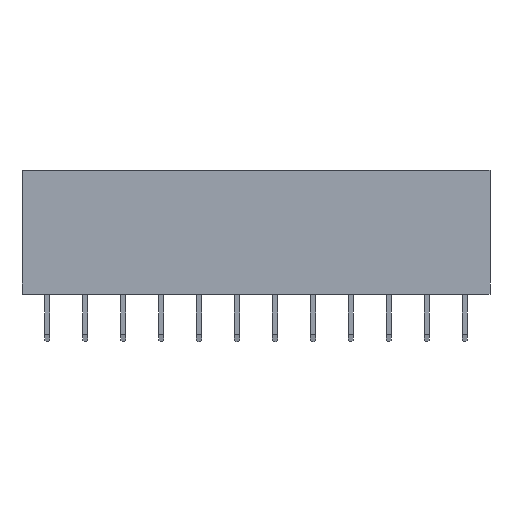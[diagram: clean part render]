
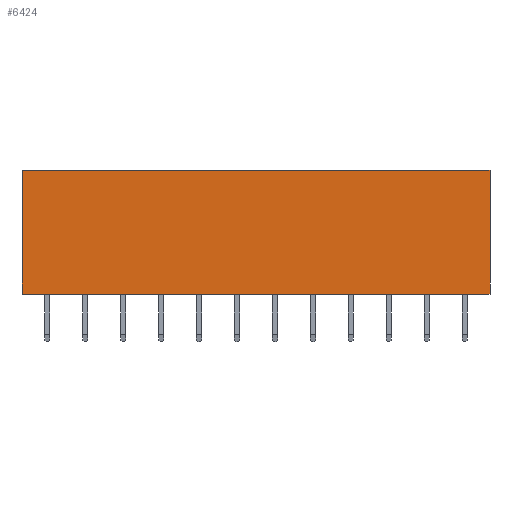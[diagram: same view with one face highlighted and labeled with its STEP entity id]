
A CAD part, front view. The second image highlights one B-rep face of the part: STEP entity #6424.
In plain terms, the highlighted planar face has unit normal (0, -1, 0).
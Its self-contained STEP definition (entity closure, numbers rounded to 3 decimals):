
#169 = VERTEX_POINT ( 'NONE', #2910 ) ;
#179 = CARTESIAN_POINT ( 'NONE',  ( -1.5, -1.2, 0. ) ) ;
#181 = ORIENTED_EDGE ( 'NONE', *, *, #1399, .T. ) ;
#182 = VECTOR ( 'NONE', #4019, 1000. ) ;
#342 = DIRECTION ( 'NONE',  ( 0., 0., -1. ) ) ;
#386 = EDGE_LOOP ( 'NONE', ( #4468, #7878, #3487, #181 ) ) ;
#1399 = EDGE_CURVE ( 'NONE', #169, #3297, #4891, .T. ) ;
#1596 = VERTEX_POINT ( 'NONE', #4824 ) ;
#2128 = LINE ( 'NONE', #3951, #7277 ) ;
#2910 = CARTESIAN_POINT ( 'NONE',  ( -1.7, -1.2, 0. ) ) ;
#3114 = EDGE_CURVE ( 'NONE', #169, #1596, #6532, .T. ) ;
#3297 = VERTEX_POINT ( 'NONE', #3756 ) ;
#3307 = DIRECTION ( 'NONE',  ( 0., -1., 0. ) ) ;
#3321 = VECTOR ( 'NONE', #342, 1000. ) ;
#3487 = ORIENTED_EDGE ( 'NONE', *, *, #3114, .F. ) ;
#3756 = CARTESIAN_POINT ( 'NONE',  ( 29.64, -1.2, 0. ) ) ;
#3840 = CARTESIAN_POINT ( 'NONE',  ( 29.64, -1.2, 8.3 ) ) ;
#3933 = CARTESIAN_POINT ( 'NONE',  ( -1.5, -1.2, 0. ) ) ;
#3951 = CARTESIAN_POINT ( 'NONE',  ( 0., -1.2, 8.3 ) ) ;
#4019 = DIRECTION ( 'NONE',  ( 1., 0., 0. ) ) ;
#4190 = CARTESIAN_POINT ( 'NONE',  ( 29.64, -1.2, 4.024 ) ) ;
#4468 = ORIENTED_EDGE ( 'NONE', *, *, #5922, .F. ) ;
#4824 = CARTESIAN_POINT ( 'NONE',  ( -1.7, -1.2, 8.3 ) ) ;
#4834 = LINE ( 'NONE', #4190, #3321 ) ;
#4891 = LINE ( 'NONE', #179, #182 ) ;
#5025 = VECTOR ( 'NONE', #6713, 1000. ) ;
#5152 = EDGE_CURVE ( 'NONE', #1596, #6999, #2128, .T. ) ;
#5247 = DIRECTION ( 'NONE',  ( 1., 0., 0. ) ) ;
#5445 = CARTESIAN_POINT ( 'NONE',  ( -1.7, -1.2, 4.024 ) ) ;
#5922 = EDGE_CURVE ( 'NONE', #6999, #3297, #4834, .T. ) ;
#6357 = FACE_OUTER_BOUND ( 'NONE', #386, .T. ) ;
#6424 = ADVANCED_FACE ( 'NONE', ( #6357 ), #7156, .T. ) ;
#6532 = LINE ( 'NONE', #5445, #5025 ) ;
#6713 = DIRECTION ( 'NONE',  ( 0., 0., 1. ) ) ;
#6999 = VERTEX_POINT ( 'NONE', #3840 ) ;
#7156 = PLANE ( 'NONE',  #7863 ) ;
#7277 = VECTOR ( 'NONE', #5247, 1000. ) ;
#7805 = DIRECTION ( 'NONE',  ( 1., 0., 0. ) ) ;
#7863 = AXIS2_PLACEMENT_3D ( 'NONE', #3933, #3307, #7805 ) ;
#7878 = ORIENTED_EDGE ( 'NONE', *, *, #5152, .F. ) ;
